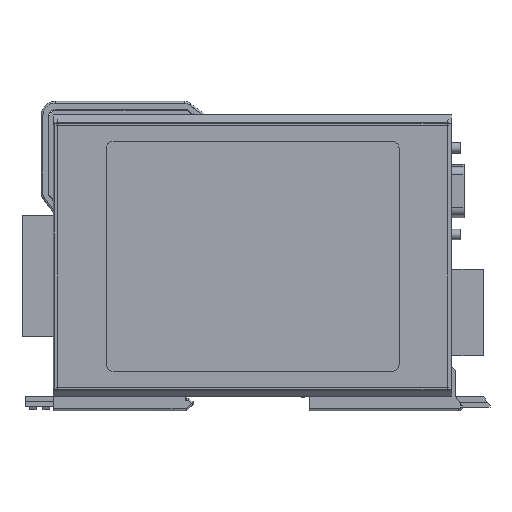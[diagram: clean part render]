
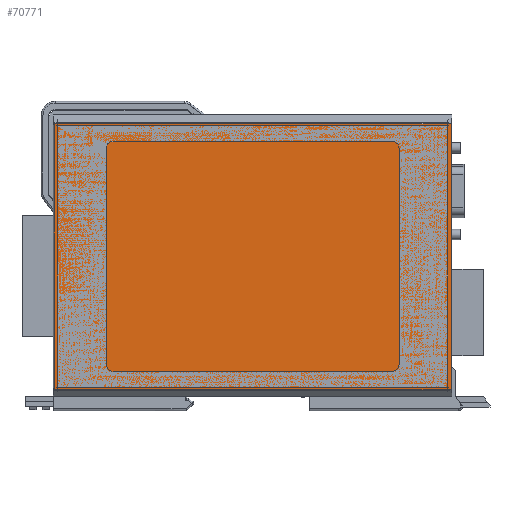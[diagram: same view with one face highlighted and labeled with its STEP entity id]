
A CAD part, front view. The second image highlights one B-rep face of the part: STEP entity #70771.
In plain terms, the highlighted planar face has unit normal (0, -1, 0).
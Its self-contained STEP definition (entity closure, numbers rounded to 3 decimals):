
#68627=DIRECTION('',(-1.,0.,0.));
#68628=VECTOR('',#68627,114.528);
#68629=CARTESIAN_POINT('',(57.264,-4.9,36.5));
#68630=LINE('',#68629,#68628);
#68631=DIRECTION('',(0.,0.,1.));
#68632=VECTOR('',#68631,76.743);
#68633=CARTESIAN_POINT('',(57.264,-4.9,-40.243));
#68634=LINE('',#68633,#68632);
#68635=DIRECTION('',(1.,0.,0.));
#68636=VECTOR('',#68635,114.528);
#68637=CARTESIAN_POINT('',(-57.264,-4.9,-40.243));
#68638=LINE('',#68637,#68636);
#68639=DIRECTION('',(0.,0.,-1.));
#68640=VECTOR('',#68639,76.743);
#68641=CARTESIAN_POINT('',(-57.264,-4.9,36.5));
#68642=LINE('',#68641,#68640);
#70239=CARTESIAN_POINT('',(57.264,-4.9,36.5));
#70240=CARTESIAN_POINT('',(-57.264,-4.9,36.5));
#70241=VERTEX_POINT('',#70239);
#70242=VERTEX_POINT('',#70240);
#70247=CARTESIAN_POINT('',(-57.264,-4.9,-40.243));
#70248=VERTEX_POINT('',#70247);
#70249=CARTESIAN_POINT('',(57.264,-4.9,-40.243));
#70250=VERTEX_POINT('',#70249);
#70756=CARTESIAN_POINT('',(0.,-4.9,-3.465));
#70757=DIRECTION('',(0.,1.,0.));
#70758=DIRECTION('',(0.,0.,1.));
#70759=AXIS2_PLACEMENT_3D('',#70756,#70757,#70758);
#70760=PLANE('',#70759);
#70762=ORIENTED_EDGE('',*,*,#70761,.F.);
#70764=ORIENTED_EDGE('',*,*,#70763,.F.);
#70766=ORIENTED_EDGE('',*,*,#70765,.F.);
#70768=ORIENTED_EDGE('',*,*,#70767,.F.);
#70769=EDGE_LOOP('',(#70762,#70764,#70766,#70768));
#70770=FACE_OUTER_BOUND('',#70769,.F.);
#70771=ADVANCED_FACE('',(#70770),#70760,.F.);
#70761=EDGE_CURVE('',#70241,#70242,#68630,.T.);
#70763=EDGE_CURVE('',#70250,#70241,#68634,.T.);
#70765=EDGE_CURVE('',#70248,#70250,#68638,.T.);
#70767=EDGE_CURVE('',#70242,#70248,#68642,.T.);
